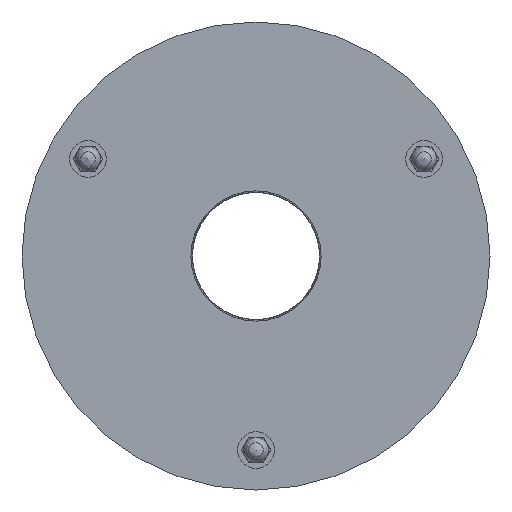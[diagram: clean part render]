
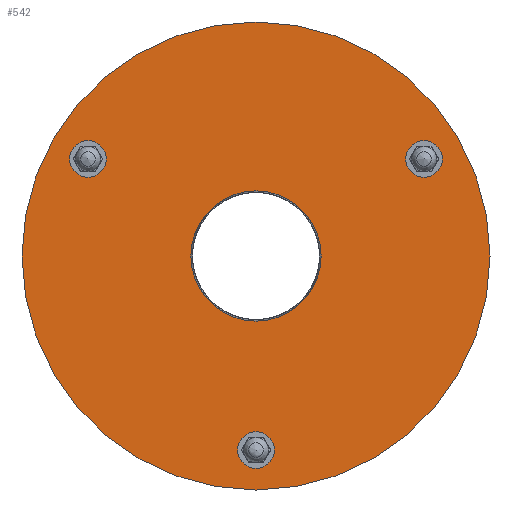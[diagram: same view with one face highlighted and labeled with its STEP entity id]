
A CAD part, front view. The second image highlights one B-rep face of the part: STEP entity #542.
In plain terms, the highlighted planar face has unit normal (0, -1, 0).
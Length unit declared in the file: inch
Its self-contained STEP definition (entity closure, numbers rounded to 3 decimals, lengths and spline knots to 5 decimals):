
#124=CARTESIAN_POINT('',(3.00541,0.0,1.6585));
#125=VERTEX_POINT('',#124);
#126=CARTESIAN_POINT('',(2.87261,0.0,1.6585));
#127=DIRECTION('',(0.0,1.0,0.0));
#128=DIRECTION('',(-1.0,0.0,0.0));
#129=AXIS2_PLACEMENT_3D('',#126,#127,#128);
#130=CIRCLE('',#129,0.1328);
#131=EDGE_CURVE('',#125,#125,#130,.T.);
#152=CARTESIAN_POINT('',(-2.73981,0.0,1.6585));
#153=VERTEX_POINT('',#152);
#154=CARTESIAN_POINT('',(-2.87261,0.0,1.6585));
#155=DIRECTION('',(0.0,1.0,0.0));
#156=DIRECTION('',(-1.0,0.0,0.0));
#157=AXIS2_PLACEMENT_3D('',#154,#155,#156);
#158=CIRCLE('',#157,0.1328);
#159=EDGE_CURVE('',#153,#153,#158,.T.);
#180=CARTESIAN_POINT('',(0.1328,0.0,-3.317));
#181=VERTEX_POINT('',#180);
#182=CARTESIAN_POINT('',(0.,0.0,-3.317));
#183=DIRECTION('',(0.0,1.0,0.0));
#184=DIRECTION('',(-1.0,0.0,0.0));
#185=AXIS2_PLACEMENT_3D('',#182,#183,#184);
#186=CIRCLE('',#185,0.1328);
#187=EDGE_CURVE('',#181,#181,#186,.T.);
#278=CARTESIAN_POINT('',(1.11356,0.,0.0));
#279=VERTEX_POINT('',#278);
#280=CARTESIAN_POINT('',(0.0,0.0,0.0));
#281=DIRECTION('',(0.0,1.0,0.0));
#282=DIRECTION('',(1.0,0.0,0.0));
#283=AXIS2_PLACEMENT_3D('',#280,#281,#282);
#284=CIRCLE('',#283,1.11356);
#285=EDGE_CURVE('',#279,#279,#284,.T.);
#507=CARTESIAN_POINT('',(4.0,0.0,0.0));
#508=VERTEX_POINT('',#507);
#509=CARTESIAN_POINT('',(0.,0.,0.0));
#510=DIRECTION('',(0.0,-1.0,0.0));
#511=DIRECTION('',(1.0,0.0,0.0));
#512=AXIS2_PLACEMENT_3D('',#509,#510,#511);
#513=CIRCLE('',#512,4.0);
#514=EDGE_CURVE('',#508,#508,#513,.T.);
#522=CARTESIAN_POINT('',(2.0,0.0,0.0));
#523=DIRECTION('',(0.0,-1.0,0.0));
#524=DIRECTION('',(0.0,0.0,-1.0));
#525=AXIS2_PLACEMENT_3D('',#522,#523,#524);
#526=PLANE('',#525);
#527=ORIENTED_EDGE('',*,*,#514,.T.);
#528=EDGE_LOOP('',(#527));
#529=FACE_OUTER_BOUND('',#528,.T.);
#530=ORIENTED_EDGE('',*,*,#131,.T.);
#531=EDGE_LOOP('',(#530));
#532=FACE_BOUND('',#531,.T.);
#533=ORIENTED_EDGE('',*,*,#159,.T.);
#534=EDGE_LOOP('',(#533));
#535=FACE_BOUND('',#534,.T.);
#536=ORIENTED_EDGE('',*,*,#187,.T.);
#537=EDGE_LOOP('',(#536));
#538=FACE_BOUND('',#537,.T.);
#539=ORIENTED_EDGE('',*,*,#285,.T.);
#540=EDGE_LOOP('',(#539));
#541=FACE_BOUND('',#540,.T.);
#542=ADVANCED_FACE('',(#529,#532,#535,#538,#541),#526,.T.);
